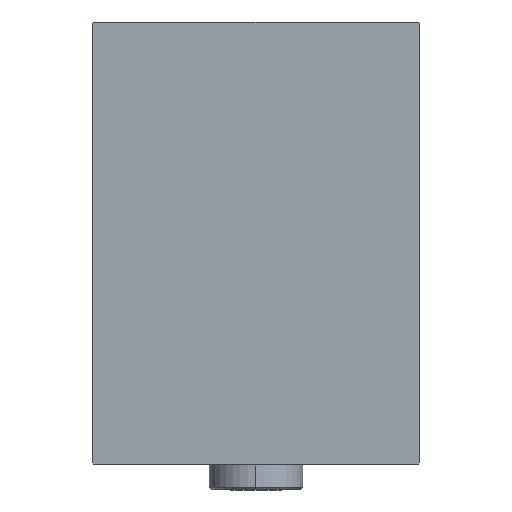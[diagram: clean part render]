
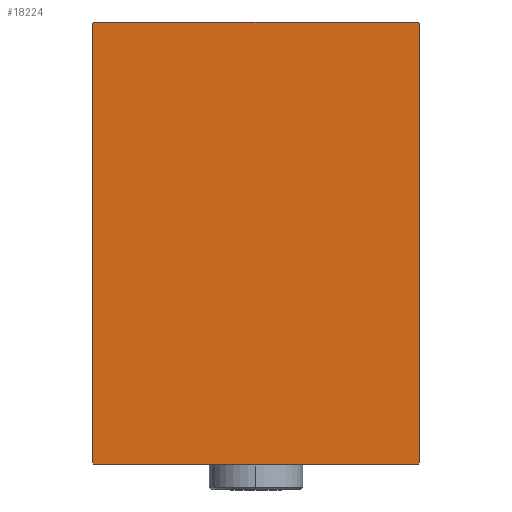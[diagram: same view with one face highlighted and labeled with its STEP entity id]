
A CAD part, left-side view. The second image highlights one B-rep face of the part: STEP entity #18224.
In plain terms, the highlighted face is planar.
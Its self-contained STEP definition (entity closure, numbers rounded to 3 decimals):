
#47 = DIRECTION ( 'NONE',  ( 0., 0.707, 0.707 ) ) ;
#796 = CARTESIAN_POINT ( 'NONE',  ( 143., 31.5, -42.5 ) ) ;
#1539 = EDGE_CURVE ( 'NONE', #4230, #5914, #16228, .T. ) ;
#1547 = DIRECTION ( 'NONE',  ( 0., 0.707, -0.707 ) ) ;
#1922 = CARTESIAN_POINT ( 'NONE',  ( 143., 31.5, 42.2 ) ) ;
#2583 = PLANE ( 'NONE',  #3387 ) ;
#3186 = CARTESIAN_POINT ( 'NONE',  ( 143., 36.85, -36.85 ) ) ;
#3234 = VECTOR ( 'NONE', #13108, 1000. ) ;
#3387 = AXIS2_PLACEMENT_3D ( 'NONE', #9313, #37071, #26577 ) ;
#3515 = DIRECTION ( 'NONE',  ( 0., 1., 0. ) ) ;
#3990 = ORIENTED_EDGE ( 'NONE', *, *, #1539, .T. ) ;
#4230 = VERTEX_POINT ( 'NONE', #23606 ) ;
#5550 = VERTEX_POINT ( 'NONE', #32381 ) ;
#5725 = EDGE_CURVE ( 'NONE', #18124, #4230, #6592, .T. ) ;
#5914 = VERTEX_POINT ( 'NONE', #20672 ) ;
#6592 = LINE ( 'NONE', #14595, #3234 ) ;
#6863 = CARTESIAN_POINT ( 'NONE',  ( 143., 31.2, 42.5 ) ) ;
#7596 = CARTESIAN_POINT ( 'NONE',  ( 143., -36.85, -36.85 ) ) ;
#7821 = LINE ( 'NONE', #7596, #43506 ) ;
#8210 = LINE ( 'NONE', #21895, #26349 ) ;
#8897 = EDGE_LOOP ( 'NONE', ( #20826, #15591, #31796, #21702, #29429, #18616, #3990, #10219 ) ) ;
#9313 = CARTESIAN_POINT ( 'NONE',  ( 143., 0., 0. ) ) ;
#10219 = ORIENTED_EDGE ( 'NONE', *, *, #23289, .T. ) ;
#10442 = CARTESIAN_POINT ( 'NONE',  ( 143., -31.5, -42.5 ) ) ;
#11749 = VERTEX_POINT ( 'NONE', #44000 ) ;
#13108 = DIRECTION ( 'NONE',  ( 0., -0.707, -0.707 ) ) ;
#13473 = VECTOR ( 'NONE', #27317, 1000. ) ;
#13544 = VERTEX_POINT ( 'NONE', #43590 ) ;
#14071 = LINE ( 'NONE', #24173, #13473 ) ;
#14595 = CARTESIAN_POINT ( 'NONE',  ( 143., -36.85, 36.85 ) ) ;
#15591 = ORIENTED_EDGE ( 'NONE', *, *, #43194, .T. ) ;
#16228 = LINE ( 'NONE', #39756, #42496 ) ;
#17141 = VERTEX_POINT ( 'NONE', #6863 ) ;
#18124 = VERTEX_POINT ( 'NONE', #28616 ) ;
#18224 = ADVANCED_FACE ( 'NONE', ( #23430 ), #2583, .T. ) ;
#18536 = DIRECTION ( 'NONE',  ( 0., -1., 0. ) ) ;
#18616 = ORIENTED_EDGE ( 'NONE', *, *, #5725, .T. ) ;
#19544 = EDGE_CURVE ( 'NONE', #42017, #17141, #14071, .T. ) ;
#20672 = CARTESIAN_POINT ( 'NONE',  ( 143., -31.5, -42.2 ) ) ;
#20826 = ORIENTED_EDGE ( 'NONE', *, *, #41774, .T. ) ;
#21702 = ORIENTED_EDGE ( 'NONE', *, *, #19544, .T. ) ;
#21895 = CARTESIAN_POINT ( 'NONE',  ( 143., 31.5, 42.5 ) ) ;
#22719 = VECTOR ( 'NONE', #47, 1000. ) ;
#23289 = EDGE_CURVE ( 'NONE', #5914, #13544, #7821, .T. ) ;
#23430 = FACE_OUTER_BOUND ( 'NONE', #8897, .T. ) ;
#23483 = VECTOR ( 'NONE', #3515, 1000. ) ;
#23606 = CARTESIAN_POINT ( 'NONE',  ( 143., -31.5, 42.2 ) ) ;
#23733 = EDGE_CURVE ( 'NONE', #17141, #18124, #8210, .T. ) ;
#24173 = CARTESIAN_POINT ( 'NONE',  ( 143., 36.85, 36.85 ) ) ;
#24350 = DIRECTION ( 'NONE',  ( 0., 0., 1. ) ) ;
#26349 = VECTOR ( 'NONE', #18536, 1000. ) ;
#26577 = DIRECTION ( 'NONE',  ( 0., 0., -1. ) ) ;
#27317 = DIRECTION ( 'NONE',  ( 0., -0.707, 0.707 ) ) ;
#27933 = LINE ( 'NONE', #796, #31595 ) ;
#28616 = CARTESIAN_POINT ( 'NONE',  ( 143., -31.2, 42.5 ) ) ;
#29429 = ORIENTED_EDGE ( 'NONE', *, *, #23733, .T. ) ;
#31595 = VECTOR ( 'NONE', #24350, 1000. ) ;
#31796 = ORIENTED_EDGE ( 'NONE', *, *, #36968, .T. ) ;
#32381 = CARTESIAN_POINT ( 'NONE',  ( 143., 31.2, -42.5 ) ) ;
#32834 = DIRECTION ( 'NONE',  ( 0., 0., -1. ) ) ;
#34431 = LINE ( 'NONE', #10442, #23483 ) ;
#36968 = EDGE_CURVE ( 'NONE', #11749, #42017, #27933, .T. ) ;
#37071 = DIRECTION ( 'NONE',  ( 1., 0., 0. ) ) ;
#39756 = CARTESIAN_POINT ( 'NONE',  ( 143., -31.5, 42.5 ) ) ;
#41774 = EDGE_CURVE ( 'NONE', #13544, #5550, #34431, .T. ) ;
#42017 = VERTEX_POINT ( 'NONE', #1922 ) ;
#42496 = VECTOR ( 'NONE', #32834, 1000. ) ;
#43194 = EDGE_CURVE ( 'NONE', #5550, #11749, #43758, .T. ) ;
#43506 = VECTOR ( 'NONE', #1547, 1000. ) ;
#43590 = CARTESIAN_POINT ( 'NONE',  ( 143., -31.2, -42.5 ) ) ;
#43758 = LINE ( 'NONE', #3186, #22719 ) ;
#44000 = CARTESIAN_POINT ( 'NONE',  ( 143., 31.5, -42.2 ) ) ;
